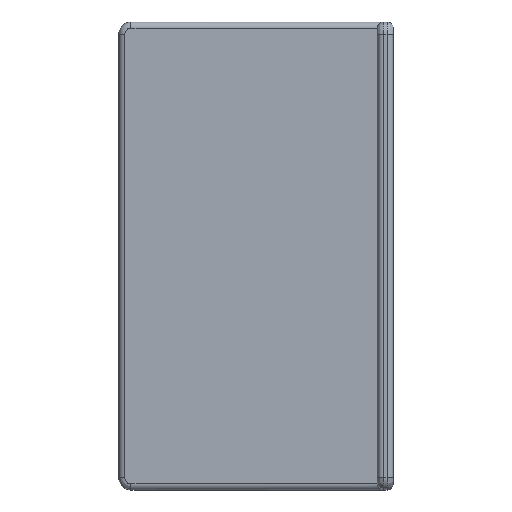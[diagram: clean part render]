
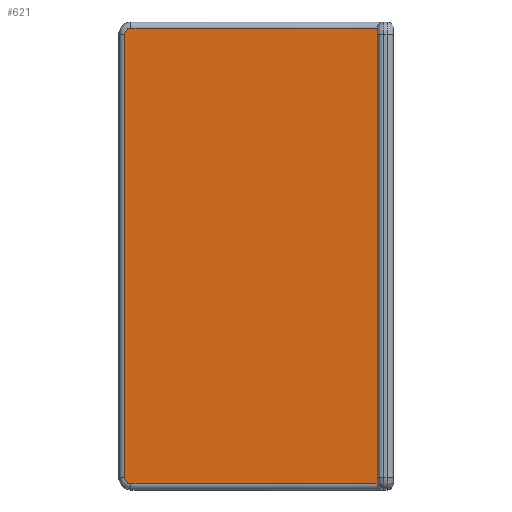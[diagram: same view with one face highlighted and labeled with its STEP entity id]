
A CAD part, left-side view. The second image highlights one B-rep face of the part: STEP entity #621.
In plain terms, the highlighted planar face has unit normal (-1, 0, 0).
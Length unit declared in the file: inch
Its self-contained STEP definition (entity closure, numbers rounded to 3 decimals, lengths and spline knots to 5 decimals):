
#36=PLANE('',#689);
#49=FACE_OUTER_BOUND('',#93,.T.);
#93=EDGE_LOOP('',(#426,#427,#428,#429,#430,#431));
#139=LINE('',#966,#181);
#146=LINE('',#1035,#188);
#147=LINE('',#1039,#189);
#148=LINE('',#1042,#190);
#181=VECTOR('',#771,0.7874);
#188=VECTOR('',#786,1.45669);
#189=VECTOR('',#789,1.41732);
#190=VECTOR('',#792,0.7874);
#225=CIRCLE('',#690,0.01969);
#226=CIRCLE('',#691,0.01969);
#261=VERTEX_POINT('',#955);
#265=VERTEX_POINT('',#964);
#273=VERTEX_POINT('',#1034);
#274=VERTEX_POINT('',#1036);
#275=VERTEX_POINT('',#1038);
#276=VERTEX_POINT('',#1040);
#318=EDGE_CURVE('',#261,#265,#139,.T.);
#328=EDGE_CURVE('',#273,#261,#146,.T.);
#329=EDGE_CURVE('',#274,#265,#225,.T.);
#330=EDGE_CURVE('',#274,#275,#147,.T.);
#331=EDGE_CURVE('',#276,#275,#226,.T.);
#332=EDGE_CURVE('',#276,#273,#148,.T.);
#426=ORIENTED_EDGE('',*,*,#328,.T.);
#427=ORIENTED_EDGE('',*,*,#318,.T.);
#428=ORIENTED_EDGE('',*,*,#329,.F.);
#429=ORIENTED_EDGE('',*,*,#330,.T.);
#430=ORIENTED_EDGE('',*,*,#331,.F.);
#431=ORIENTED_EDGE('',*,*,#332,.T.);
#621=ADVANCED_FACE('',(#49),#36,.T.);
#689=AXIS2_PLACEMENT_3D('',#1033,#784,#785);
#690=AXIS2_PLACEMENT_3D('',#1037,#787,#788);
#691=AXIS2_PLACEMENT_3D('',#1041,#790,#791);
#771=DIRECTION('',(0.,1.,0.));
#784=DIRECTION('center_axis',(-1.,0.,0.));
#785=DIRECTION('ref_axis',(0.,0.,1.));
#786=DIRECTION('',(0.,0.,1.));
#787=DIRECTION('center_axis',(1.,0.,0.));
#788=DIRECTION('ref_axis',(0.,0.,1.));
#789=DIRECTION('',(0.,0.,-1.));
#790=DIRECTION('center_axis',(1.,0.,0.));
#791=DIRECTION('ref_axis',(0.,0.,-1.));
#792=DIRECTION('',(0.,-1.,0.));
#955=CARTESIAN_POINT('',(-0.03937,0.05118,0.72835));
#964=CARTESIAN_POINT('',(-0.03937,0.83858,0.72835));
#966=CARTESIAN_POINT('',(-0.03937,0.05118,0.72835));
#1033=CARTESIAN_POINT('Origin',(-0.03937,0.87795,-0.74803));
#1034=CARTESIAN_POINT('',(-0.03937,0.05118,-0.72835));
#1035=CARTESIAN_POINT('',(-0.03937,0.05118,-0.72835));
#1036=CARTESIAN_POINT('',(-0.03937,0.85827,0.70866));
#1037=CARTESIAN_POINT('Origin',(-0.03937,0.83858,0.70866));
#1038=CARTESIAN_POINT('',(-0.03937,0.85827,-0.70866));
#1039=CARTESIAN_POINT('',(-0.03937,0.85827,0.70866));
#1040=CARTESIAN_POINT('',(-0.03937,0.83858,-0.72835));
#1041=CARTESIAN_POINT('Origin',(-0.03937,0.83858,-0.70866));
#1042=CARTESIAN_POINT('',(-0.03937,0.83858,-0.72835));
